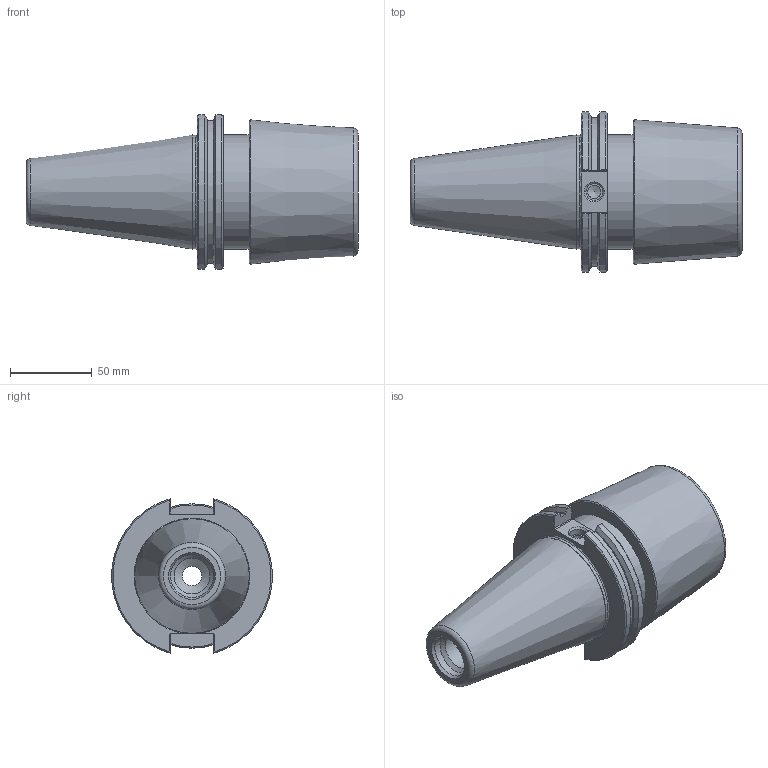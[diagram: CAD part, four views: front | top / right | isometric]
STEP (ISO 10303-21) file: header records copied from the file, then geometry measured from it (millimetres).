
FILE_DESCRIPTION(/* description */ ('SHRINK FIT HLDR'),/* implementation_level */ '2;1');
FILE_NAME(/* name */ 'C50-15SHD400-9.stp',/* time_stamp */ '2019-08-07T09:37:38-04:00',/* author */ ('dhartman'),/* organization */ (''),/* preprocessor_version */ 'ST-DEVELOPER v16.13',/* originating_system */ 'Autodesk Inventor 2018',/* authorisation */ '');
FILE_SCHEMA (('AUTOMOTIVE_DESIGN { 1 0 10303 214 3 1 1 }'));
Length unit declared in the file: inch
Products named in the file (1): C50-15SHD400-9
Bounding box: 203.2 x 98.06 x 94.71 mm (x, y, z)
Volume: 646761.3 mm3; surface area: 77323.4 mm2
Topology: 1 solids, 1 shells, 91 faces, 234 edges, 149 vertices
Faces by surface type: plane 33, cylinder 27, cone 20, bspline 8, torus 3
Full cylindrical faces by diameter (mm): 8 x1, 10.135 x1, 12 x1, 21.971 x1, 26.365 x1, 38.047 x1, 38.809 x1, 69.342 x1, 69.85 x1
Entity records: 3432 total; most frequent: CARTESIAN_POINT 1265, DIRECTION 413, ORIENTED_EDGE 408, EDGE_CURVE 204, AXIS2_PLACEMENT_3D 166, VERTEX_POINT 143, EDGE_LOOP 121, FACE_OUTER_BOUND 91
